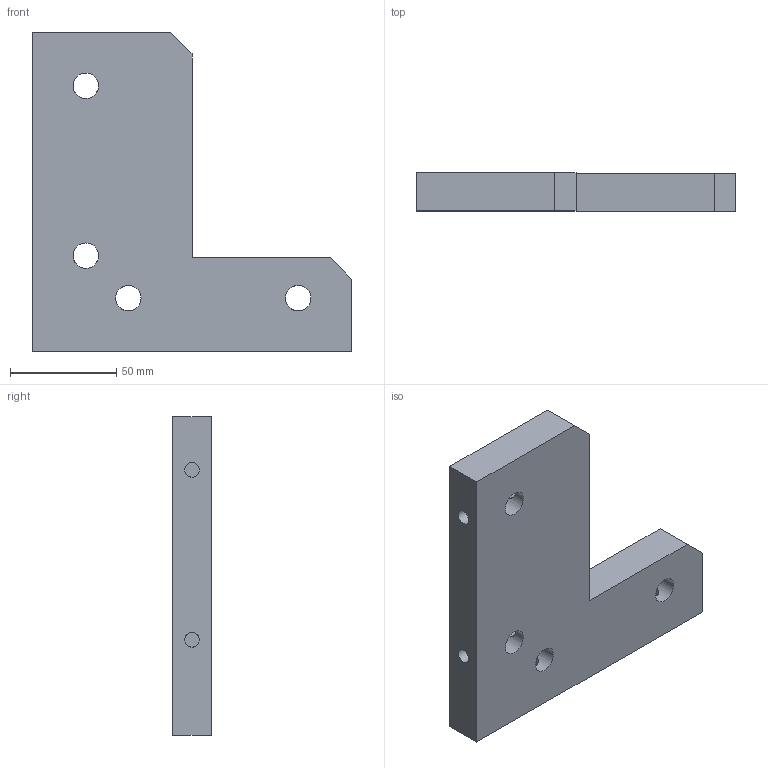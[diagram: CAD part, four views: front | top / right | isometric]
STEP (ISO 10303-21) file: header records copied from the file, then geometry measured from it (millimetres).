
FILE_DESCRIPTION(/* description */ (''),/* implementation_level */ '2;1');
FILE_NAME(/* name */ 'Base Brace L.step',/* time_stamp */ '2020-04-14T15:58:52+01:00',/* author */ (''),/* organization */ (''),/* preprocessor_version */ 'ST-DEVELOPER v18.1',/* originating_system */ 'Autodesk Translation Framework v9.2.0.1227',/* authorisation */ '');
FILE_SCHEMA (('AUTOMOTIVE_DESIGN { 1 0 10303 214 3 1 1 }'));
Length unit declared in the file: millimetre
Products named in the file (1): Base Brace L
Bounding box: 150 x 18 x 150 mm (x, y, z)
Volume: 248333.9 mm3; surface area: 43095.5 mm2
Topology: 1 solids, 1 shells, 26 faces, 72 edges, 50 vertices
Faces by surface type: plane 14, cylinder 12
Full cylindrical faces by diameter (mm): 7 x8, 12 x4
Entity records: 1150 total; most frequent: CARTESIAN_POINT 423, ORIENTED_EDGE 144, DIRECTION 124, EDGE_CURVE 72, VERTEX_POINT 50, EDGE_LOOP 44, AXIS2_PLACEMENT_3D 43, LINE 38
